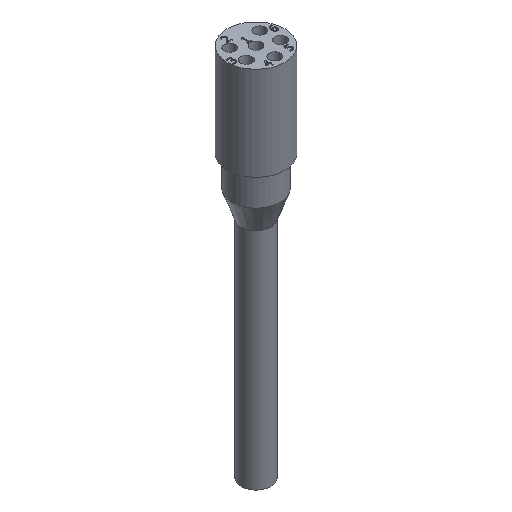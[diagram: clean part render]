
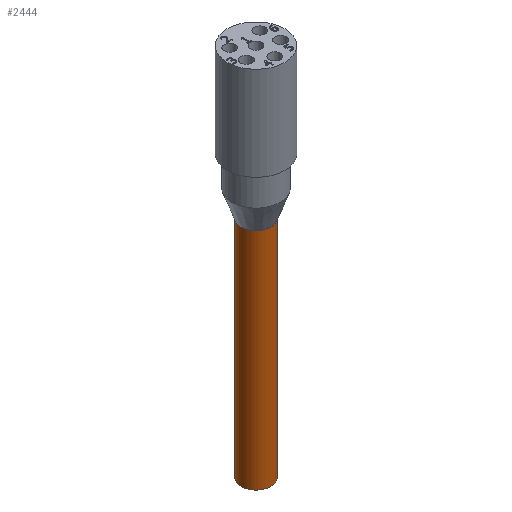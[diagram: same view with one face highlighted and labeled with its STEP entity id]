
A CAD part, isometric view. The second image highlights one B-rep face of the part: STEP entity #2444.
In plain terms, the highlighted cylindrical face has radius 4 mm (diameter 8 mm), a full revolution.
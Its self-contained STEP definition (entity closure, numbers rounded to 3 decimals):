
#19=CYLINDRICAL_SURFACE($,#2534,4.);
#35=CIRCLE($,#2535,4.);
#36=CIRCLE($,#2536,4.);
#124=FACE_BOUND($,#416,.T.);
#259=FACE_OUTER_BOUND($,#415,.T.);
#415=EDGE_LOOP($,(#2225));
#416=EDGE_LOOP($,(#2226));
#1194=VERTEX_POINT($,#4652);
#1195=VERTEX_POINT($,#4654);
#1542=EDGE_CURVE($,#1194,#1194,#35,.T.);
#1543=EDGE_CURVE($,#1195,#1195,#36,.T.);
#2225=ORIENTED_EDGE($,*,*,#1542,.T.);
#2226=ORIENTED_EDGE($,*,*,#1543,.F.);
#2444=ADVANCED_FACE($,(#259,#124),#19,.T.);
#2534=AXIS2_PLACEMENT_3D($,#4651,#2912,#2913);
#2535=AXIS2_PLACEMENT_3D($,#4653,#2914,#2915);
#2536=AXIS2_PLACEMENT_3D($,#4655,#2916,#2917);
#2912=DIRECTION('center_axis',(0.,0.,-1.));
#2913=DIRECTION('ref_axis',(1.,0.,0.));
#2914=DIRECTION('center_axis',(0.,0.,1.));
#2915=DIRECTION('ref_axis',(1.,0.,0.));
#2916=DIRECTION('center_axis',(0.,0.,1.));
#2917=DIRECTION('ref_axis',(1.,0.,0.));
#4651=CARTESIAN_POINT('Origin',(0.,0.,-15.));
#4652=CARTESIAN_POINT('',(-4.,0.,-75.));
#4653=CARTESIAN_POINT('Origin',(0.,0.,-75.));
#4654=CARTESIAN_POINT('',(4.,0.,-15.));
#4655=CARTESIAN_POINT('Origin',(0.,0.,-15.));
